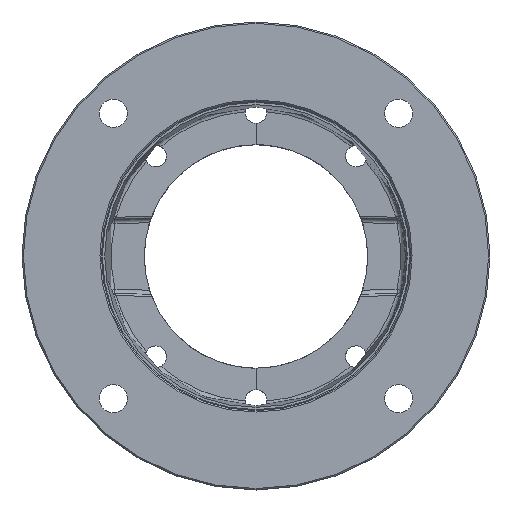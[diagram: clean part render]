
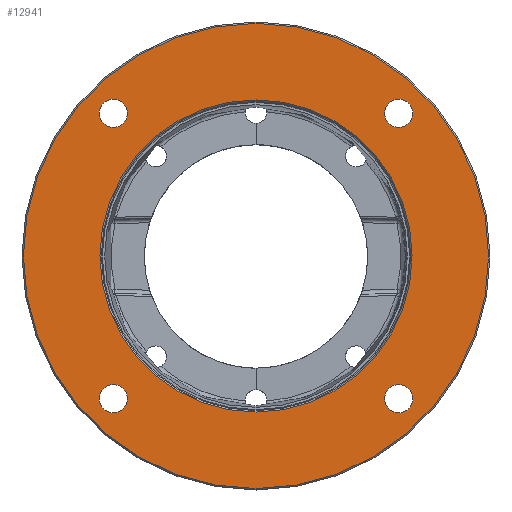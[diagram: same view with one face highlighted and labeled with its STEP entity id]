
A CAD part, top view. The second image highlights one B-rep face of the part: STEP entity #12941.
In plain terms, the highlighted planar face has unit normal (0, 0, 1).
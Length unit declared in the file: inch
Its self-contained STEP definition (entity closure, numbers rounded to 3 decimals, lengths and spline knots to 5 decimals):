
#12=CARTESIAN_POINT('',(0.,0.,-0.06));
#13=DIRECTION('',(0.,0.,1.));
#14=DIRECTION('',(0.,1.,0.));
#15=AXIS2_PLACEMENT_3D('',#12,#13,#14);
#21=CARTESIAN_POINT('',(0.,0.,-0.06));
#22=DIRECTION('',(0.,0.,-1.));
#23=DIRECTION('',(0.,1.,0.));
#24=AXIS2_PLACEMENT_3D('',#21,#22,#23);
#2111=CARTESIAN_POINT('',(-2.07713,2.07713,-0.06));
#2112=DIRECTION('',(0.,0.,-1.));
#2113=DIRECTION('',(-0.707,0.707,0.));
#2114=AXIS2_PLACEMENT_3D('',#2111,#2112,#2113);
#2116=CARTESIAN_POINT('',(-2.07713,2.07713,-0.06));
#2117=DIRECTION('',(0.,0.,-1.));
#2118=DIRECTION('',(0.707,-0.707,0.));
#2119=AXIS2_PLACEMENT_3D('',#2116,#2117,#2118);
#2121=CARTESIAN_POINT('',(-2.07713,-2.07713,-0.06));
#2122=DIRECTION('',(0.,0.,-1.));
#2123=DIRECTION('',(-0.707,-0.707,0.));
#2124=AXIS2_PLACEMENT_3D('',#2121,#2122,#2123);
#2126=CARTESIAN_POINT('',(-2.07713,-2.07713,-0.06));
#2127=DIRECTION('',(0.,0.,-1.));
#2128=DIRECTION('',(0.707,0.707,0.));
#2129=AXIS2_PLACEMENT_3D('',#2126,#2127,#2128);
#2131=CARTESIAN_POINT('',(2.07713,-2.07713,-0.06));
#2132=DIRECTION('',(0.,0.,-1.));
#2133=DIRECTION('',(0.707,-0.707,0.));
#2134=AXIS2_PLACEMENT_3D('',#2131,#2132,#2133);
#2136=CARTESIAN_POINT('',(2.07713,-2.07713,-0.06));
#2137=DIRECTION('',(0.,0.,-1.));
#2138=DIRECTION('',(-0.707,0.707,0.));
#2139=AXIS2_PLACEMENT_3D('',#2136,#2137,#2138);
#2141=CARTESIAN_POINT('',(2.07713,2.07713,-0.06));
#2142=DIRECTION('',(0.,0.,-1.));
#2143=DIRECTION('',(0.707,0.707,0.));
#2144=AXIS2_PLACEMENT_3D('',#2141,#2142,#2143);
#2146=CARTESIAN_POINT('',(2.07713,2.07713,-0.06));
#2147=DIRECTION('',(0.,0.,-1.));
#2148=DIRECTION('',(-0.707,-0.707,0.));
#2149=AXIS2_PLACEMENT_3D('',#2146,#2147,#2148);
#2151=CARTESIAN_POINT('',(0.,0.,-0.06));
#2152=DIRECTION('',(0.,0.,1.));
#2153=DIRECTION('',(0.,1.,0.));
#2154=AXIS2_PLACEMENT_3D('',#2151,#2152,#2153);
#2156=CARTESIAN_POINT('',(0.,0.,-0.06));
#2157=DIRECTION('',(0.,0.,1.));
#2158=DIRECTION('',(0.,-1.,0.));
#2159=AXIS2_PLACEMENT_3D('',#2156,#2157,#2158);
#8562=CARTESIAN_POINT('',(0.,3.385,-0.06));
#8563=CARTESIAN_POINT('',(0.,-3.385,-0.06));
#8564=VERTEX_POINT('',#8562);
#8565=VERTEX_POINT('',#8563);
#8590=CARTESIAN_POINT('',(-2.22208,2.22208,-0.06));
#8591=CARTESIAN_POINT('',(-1.93217,1.93217,-0.06));
#8592=VERTEX_POINT('',#8590);
#8593=VERTEX_POINT('',#8591);
#8610=CARTESIAN_POINT('',(-2.22208,-2.22208,-0.06));
#8611=CARTESIAN_POINT('',(-1.93217,-1.93217,-0.06));
#8612=VERTEX_POINT('',#8610);
#8613=VERTEX_POINT('',#8611);
#8618=CARTESIAN_POINT('',(2.22208,-2.22208,-0.06));
#8619=CARTESIAN_POINT('',(1.93217,-1.93217,-0.06));
#8620=VERTEX_POINT('',#8618);
#8621=VERTEX_POINT('',#8619);
#8626=CARTESIAN_POINT('',(2.22208,2.22208,-0.06));
#8627=CARTESIAN_POINT('',(1.93217,1.93217,-0.06));
#8628=VERTEX_POINT('',#8626);
#8629=VERTEX_POINT('',#8627);
#8650=CARTESIAN_POINT('',(0.,2.271,-0.06));
#8651=CARTESIAN_POINT('',(0.,-2.271,-0.06));
#8652=VERTEX_POINT('',#8650);
#8653=VERTEX_POINT('',#8651);
#12903=CARTESIAN_POINT('',(0.,0.,-0.06));
#12904=DIRECTION('',(0.,0.,1.));
#12905=DIRECTION('',(0.,1.,0.));
#12906=AXIS2_PLACEMENT_3D('',#12903,#12904,#12905);
#12907=PLANE('',#12906);
#12908=ORIENTED_EDGE('',*,*,#8841,.T.);
#12909=ORIENTED_EDGE('',*,*,#8826,.F.);
#12910=EDGE_LOOP('',(#12908,#12909));
#12911=FACE_OUTER_BOUND('',#12910,.F.);
#12913=ORIENTED_EDGE('',*,*,#12912,.F.);
#12915=ORIENTED_EDGE('',*,*,#12914,.F.);
#12916=EDGE_LOOP('',(#12913,#12915));
#12917=FACE_BOUND('',#12916,.F.);
#12919=ORIENTED_EDGE('',*,*,#12918,.F.);
#12921=ORIENTED_EDGE('',*,*,#12920,.F.);
#12922=EDGE_LOOP('',(#12919,#12921));
#12923=FACE_BOUND('',#12922,.F.);
#12925=ORIENTED_EDGE('',*,*,#12924,.F.);
#12927=ORIENTED_EDGE('',*,*,#12926,.F.);
#12928=EDGE_LOOP('',(#12925,#12927));
#12929=FACE_BOUND('',#12928,.F.);
#12931=ORIENTED_EDGE('',*,*,#12930,.F.);
#12933=ORIENTED_EDGE('',*,*,#12932,.F.);
#12934=EDGE_LOOP('',(#12931,#12933));
#12935=FACE_BOUND('',#12934,.F.);
#12937=ORIENTED_EDGE('',*,*,#12936,.T.);
#12938=ORIENTED_EDGE('',*,*,#12893,.T.);
#12939=EDGE_LOOP('',(#12937,#12938));
#12940=FACE_BOUND('',#12939,.F.);
#12941=ADVANCED_FACE('',(#12911,#12917,#12923,#12929,#12935,#12940),#12907,.T.);
#16=CIRCLE('',#15,3.385);
#25=CIRCLE('',#24,3.385);
#2115=CIRCLE('',#2114,0.205);
#2120=CIRCLE('',#2119,0.205);
#2125=CIRCLE('',#2124,0.205);
#2130=CIRCLE('',#2129,0.205);
#2135=CIRCLE('',#2134,0.205);
#2140=CIRCLE('',#2139,0.205);
#2145=CIRCLE('',#2144,0.205);
#2150=CIRCLE('',#2149,0.205);
#2155=CIRCLE('',#2154,2.271);
#2160=CIRCLE('',#2159,2.271);
#8826=EDGE_CURVE('',#8564,#8565,#16,.T.);
#8841=EDGE_CURVE('',#8564,#8565,#25,.T.);
#12893=EDGE_CURVE('',#8653,#8652,#2160,.T.);
#12912=EDGE_CURVE('',#8592,#8593,#2115,.T.);
#12914=EDGE_CURVE('',#8593,#8592,#2120,.T.);
#12918=EDGE_CURVE('',#8612,#8613,#2125,.T.);
#12920=EDGE_CURVE('',#8613,#8612,#2130,.T.);
#12924=EDGE_CURVE('',#8620,#8621,#2135,.T.);
#12926=EDGE_CURVE('',#8621,#8620,#2140,.T.);
#12930=EDGE_CURVE('',#8628,#8629,#2145,.T.);
#12932=EDGE_CURVE('',#8629,#8628,#2150,.T.);
#12936=EDGE_CURVE('',#8652,#8653,#2155,.T.);
